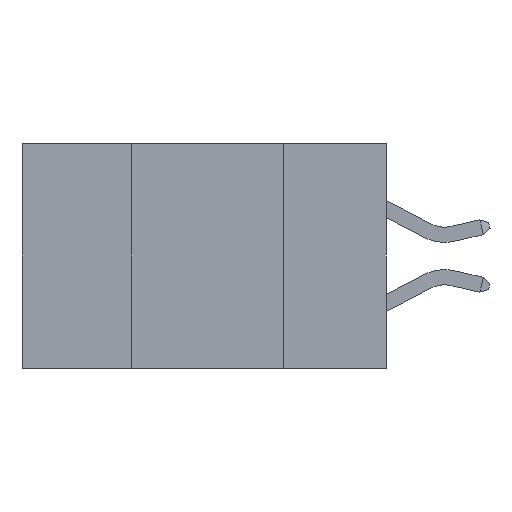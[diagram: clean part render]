
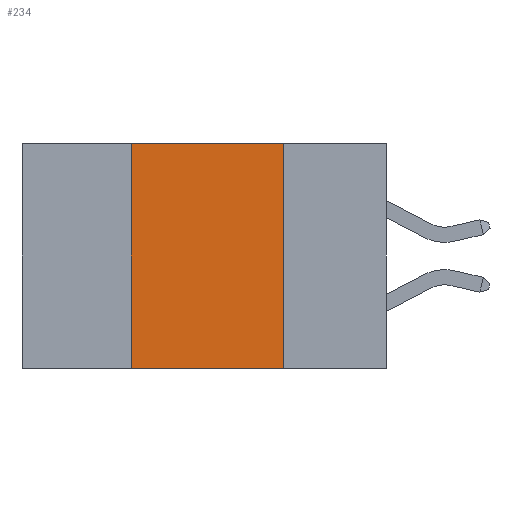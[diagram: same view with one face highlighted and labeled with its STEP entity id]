
A CAD part, left-side view. The second image highlights one B-rep face of the part: STEP entity #234.
In plain terms, the highlighted planar face has unit normal (-1, 0, 0).
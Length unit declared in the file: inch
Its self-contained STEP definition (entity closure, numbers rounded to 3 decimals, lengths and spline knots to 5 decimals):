
#234 = ADVANCED_FACE ( 'NONE', ( #11548 ), #16985, .F. ) ;
#620 = VECTOR ( 'NONE', #5283, 39.37008 ) ;
#669 = CARTESIAN_POINT ( 'NONE',  ( 0., 0.6, 0. ) ) ;
#1256 = VERTEX_POINT ( 'NONE', #16903 ) ;
#3209 = EDGE_CURVE ( 'NONE', #16858, #15293, #10775, .T. ) ;
#3990 = DIRECTION ( 'NONE',  ( 0., 0., -1. ) ) ;
#4749 = CARTESIAN_POINT ( 'NONE',  ( 0., 0.6, 0. ) ) ;
#5283 = DIRECTION ( 'NONE',  ( 0., -1., 0. ) ) ;
#6562 = VECTOR ( 'NONE', #8092, 39.37008 ) ;
#6823 = ORIENTED_EDGE ( 'NONE', *, *, #13839, .F. ) ;
#7792 = ORIENTED_EDGE ( 'NONE', *, *, #11365, .F. ) ;
#7949 = DIRECTION ( 'NONE',  ( 1., 0., 0. ) ) ;
#8092 = DIRECTION ( 'NONE',  ( 0., -1., 0. ) ) ;
#9153 = CARTESIAN_POINT ( 'NONE',  ( 0., 0.17, 0. ) ) ;
#9310 = VECTOR ( 'NONE', #14663, 39.37008 ) ;
#9478 = DIRECTION ( 'NONE',  ( 0., 0., -1. ) ) ;
#9503 = EDGE_LOOP ( 'NONE', ( #11854, #6823, #7792, #13937 ) ) ;
#9742 = VERTEX_POINT ( 'NONE', #13953 ) ;
#10433 = EDGE_CURVE ( 'NONE', #9742, #15293, #13278, .T. ) ;
#10775 = LINE ( 'NONE', #16232, #16133 ) ;
#11365 = EDGE_CURVE ( 'NONE', #9742, #1256, #14748, .T. ) ;
#11548 = FACE_OUTER_BOUND ( 'NONE', #9503, .T. ) ;
#11854 = ORIENTED_EDGE ( 'NONE', *, *, #3209, .F. ) ;
#11942 = CARTESIAN_POINT ( 'NONE',  ( 0., 0.6, -0.37 ) ) ;
#12898 = LINE ( 'NONE', #669, #620 ) ;
#13278 = LINE ( 'NONE', #11942, #6562 ) ;
#13406 = CARTESIAN_POINT ( 'NONE',  ( 0., 0.42, -0.37 ) ) ;
#13839 = EDGE_CURVE ( 'NONE', #1256, #16858, #12898, .T. ) ;
#13937 = ORIENTED_EDGE ( 'NONE', *, *, #10433, .T. ) ;
#13953 = CARTESIAN_POINT ( 'NONE',  ( 0., 0.42, -0.37 ) ) ;
#14663 = DIRECTION ( 'NONE',  ( 0., 0., 1. ) ) ;
#14748 = LINE ( 'NONE', #13406, #9310 ) ;
#15293 = VERTEX_POINT ( 'NONE', #16607 ) ;
#15572 = AXIS2_PLACEMENT_3D ( 'NONE', #4749, #7949, #9478 ) ;
#16133 = VECTOR ( 'NONE', #3990, 39.37008 ) ;
#16232 = CARTESIAN_POINT ( 'NONE',  ( 0., 0.17, -0.37 ) ) ;
#16607 = CARTESIAN_POINT ( 'NONE',  ( 0., 0.17, -0.37 ) ) ;
#16858 = VERTEX_POINT ( 'NONE', #9153 ) ;
#16903 = CARTESIAN_POINT ( 'NONE',  ( 0., 0.42, 0. ) ) ;
#16985 = PLANE ( 'NONE',  #15572 ) ;
